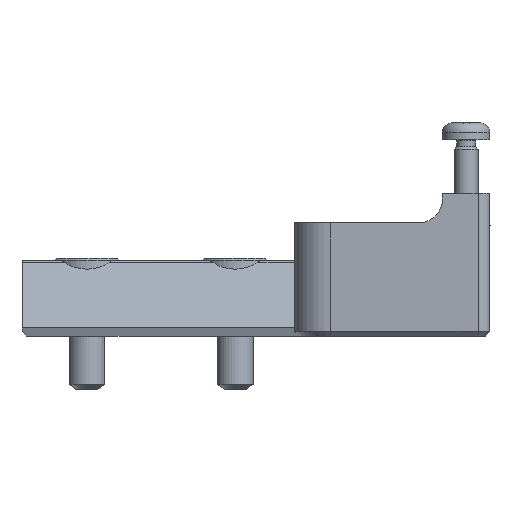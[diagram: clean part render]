
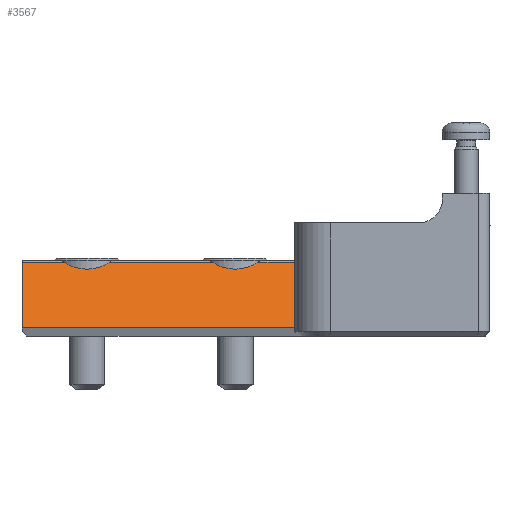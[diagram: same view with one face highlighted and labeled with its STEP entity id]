
A CAD part, front view. The second image highlights one B-rep face of the part: STEP entity #3567.
In plain terms, the highlighted planar face has unit normal (0, -0.707, 0.707).
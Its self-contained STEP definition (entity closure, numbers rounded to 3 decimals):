
#86=B_SPLINE_CURVE_WITH_KNOTS('',3,(#5928,#5929,#5930,#5931,#5932,#5933,
#5934,#5935,#5936,#5937),.UNSPECIFIED.,.F.,.F.,(4,2,2,2,4),(0.,
0.12,0.242,0.364,0.484),
 .UNSPECIFIED.);
#87=B_SPLINE_CURVE_WITH_KNOTS('',3,(#5950,#5951,#5952,#5953,#5954,#5955,
#5956,#5957,#5958,#5959),.UNSPECIFIED.,.F.,.F.,(4,2,2,2,4),(0.,
0.12,0.242,0.364,0.484),
 .UNSPECIFIED.);
#396=LINE('',#5639,#700);
#397=LINE('',#5643,#701);
#410=LINE('',#5673,#714);
#423=LINE('',#5948,#727);
#424=LINE('',#5960,#728);
#425=LINE('',#5961,#729);
#700=VECTOR('',#4555,10.);
#701=VECTOR('',#4558,10.);
#714=VECTOR('',#4587,10.);
#727=VECTOR('',#4642,10.);
#728=VECTOR('',#4643,10.);
#729=VECTOR('',#4644,10.);
#995=FACE_OUTER_BOUND('',#1209,.T.);
#1209=EDGE_LOOP('',(#2830,#2831,#2832,#2833,#2834,#2835,#2836,#2837));
#1592=VERTEX_POINT('',#5625);
#1598=VERTEX_POINT('',#5637);
#1599=VERTEX_POINT('',#5641);
#1600=VERTEX_POINT('',#5642);
#1623=VERTEX_POINT('',#5852);
#1627=VERTEX_POINT('',#5913);
#1629=VERTEX_POINT('',#5947);
#1630=VERTEX_POINT('',#5949);
#2011=EDGE_CURVE('',#1592,#1598,#396,.T.);
#2012=EDGE_CURVE('',#1599,#1600,#397,.T.);
#2029=EDGE_CURVE('',#1600,#1598,#410,.T.);
#2060=EDGE_CURVE('',#1627,#1623,#86,.T.);
#2066=EDGE_CURVE('',#1599,#1629,#423,.T.);
#2067=EDGE_CURVE('',#1630,#1629,#87,.T.);
#2068=EDGE_CURVE('',#1630,#1623,#424,.T.);
#2069=EDGE_CURVE('',#1627,#1592,#425,.T.);
#2830=ORIENTED_EDGE('',*,*,#2066,.T.);
#2831=ORIENTED_EDGE('',*,*,#2067,.F.);
#2832=ORIENTED_EDGE('',*,*,#2068,.T.);
#2833=ORIENTED_EDGE('',*,*,#2060,.F.);
#2834=ORIENTED_EDGE('',*,*,#2069,.T.);
#2835=ORIENTED_EDGE('',*,*,#2011,.T.);
#2836=ORIENTED_EDGE('',*,*,#2029,.F.);
#2837=ORIENTED_EDGE('',*,*,#2012,.F.);
#3418=PLANE('',#3923);
#3567=ADVANCED_FACE('',(#995),#3418,.T.);
#3923=AXIS2_PLACEMENT_3D('',#5946,#4640,#4641);
#4555=DIRECTION('',(0.,-0.707,-0.707));
#4558=DIRECTION('',(0.,-0.707,-0.707));
#4587=DIRECTION('',(-1.,0.,0.));
#4640=DIRECTION('center_axis',(0.,-0.707,0.707));
#4641=DIRECTION('ref_axis',(0.,0.707,0.707));
#4642=DIRECTION('',(-1.,0.,0.));
#4643=DIRECTION('',(-1.,0.,0.));
#4644=DIRECTION('',(-1.,0.,0.));
#5625=CARTESIAN_POINT('',(63.358,703.218,6.203));
#5637=CARTESIAN_POINT('',(63.358,697.698,0.683));
#5639=CARTESIAN_POINT('',(63.358,703.218,6.203));
#5641=CARTESIAN_POINT('',(86.258,703.218,6.203));
#5642=CARTESIAN_POINT('',(86.258,697.698,0.683));
#5643=CARTESIAN_POINT('',(86.258,703.218,6.203));
#5673=CARTESIAN_POINT('',(86.258,697.698,0.683));
#5852=CARTESIAN_POINT('',(70.705,703.218,6.203));
#5913=CARTESIAN_POINT('',(66.911,703.218,6.203));
#5928=CARTESIAN_POINT('Ctrl Pts',(66.911,703.218,6.203));
#5929=CARTESIAN_POINT('Ctrl Pts',(67.201,703.024,6.008));
#5930=CARTESIAN_POINT('Ctrl Pts',(67.541,702.862,5.847));
#5931=CARTESIAN_POINT('Ctrl Pts',(68.293,702.657,5.641));
#5932=CARTESIAN_POINT('Ctrl Pts',(68.609,702.64,5.625));
#5933=CARTESIAN_POINT('Ctrl Pts',(69.008,702.64,5.625));
#5934=CARTESIAN_POINT('Ctrl Pts',(69.324,702.657,5.641));
#5935=CARTESIAN_POINT('Ctrl Pts',(70.076,702.862,5.847));
#5936=CARTESIAN_POINT('Ctrl Pts',(70.415,703.024,6.008));
#5937=CARTESIAN_POINT('Ctrl Pts',(70.705,703.218,6.203));
#5946=CARTESIAN_POINT('Origin',(63.358,703.218,6.203));
#5947=CARTESIAN_POINT('',(83.155,703.218,6.203));
#5948=CARTESIAN_POINT('',(86.258,703.218,6.203));
#5949=CARTESIAN_POINT('',(79.361,703.218,6.203));
#5950=CARTESIAN_POINT('Ctrl Pts',(79.361,703.218,6.203));
#5951=CARTESIAN_POINT('Ctrl Pts',(79.651,703.024,6.008));
#5952=CARTESIAN_POINT('Ctrl Pts',(79.991,702.862,5.847));
#5953=CARTESIAN_POINT('Ctrl Pts',(80.743,702.657,5.641));
#5954=CARTESIAN_POINT('Ctrl Pts',(81.059,702.64,5.625));
#5955=CARTESIAN_POINT('Ctrl Pts',(81.458,702.64,5.625));
#5956=CARTESIAN_POINT('Ctrl Pts',(81.774,702.657,5.641));
#5957=CARTESIAN_POINT('Ctrl Pts',(82.525,702.862,5.847));
#5958=CARTESIAN_POINT('Ctrl Pts',(82.865,703.024,6.008));
#5959=CARTESIAN_POINT('Ctrl Pts',(83.155,703.218,6.203));
#5960=CARTESIAN_POINT('',(79.361,703.218,6.203));
#5961=CARTESIAN_POINT('',(66.911,703.218,6.203));
